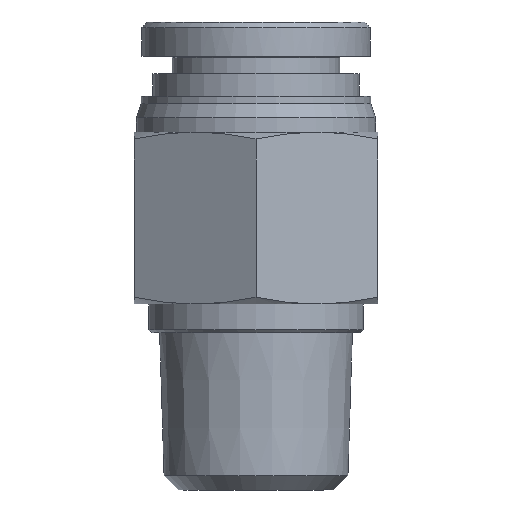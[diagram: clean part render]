
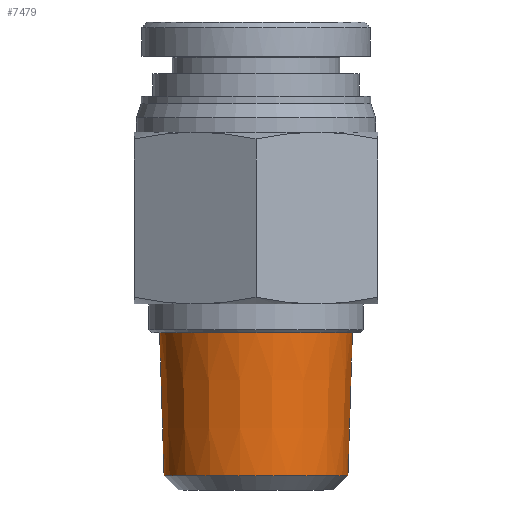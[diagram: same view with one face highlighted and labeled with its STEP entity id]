
A CAD part, left-side view. The second image highlights one B-rep face of the part: STEP entity #7479.
In plain terms, the highlighted conical face has half-angle 1.791 degrees and reference radius 6.562 mm.
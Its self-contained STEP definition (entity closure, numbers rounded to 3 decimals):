
#7348=CARTESIAN_POINT('',(-6.735,11.0,0.0));
#7349=VERTEX_POINT('',#7348);
#7350=CARTESIAN_POINT('',(0.,11.0,0.0));
#7351=DIRECTION('',(0.0,1.0,0.0));
#7352=DIRECTION('',(-1.0,0.0,0.0));
#7353=AXIS2_PLACEMENT_3D('',#7350,#7351,#7352);
#7354=CIRCLE('',#7353,6.735);
#7355=EDGE_CURVE('',#7349,#7349,#7354,.T.);
#7456=CARTESIAN_POINT('',(-6.422,1.,0.));
#7457=VERTEX_POINT('',#7456);
#7458=CARTESIAN_POINT('',(0.,1.,0.));
#7459=DIRECTION('',(0.0,-1.0,0.0));
#7460=DIRECTION('',(1.0,0.0,0.0));
#7461=AXIS2_PLACEMENT_3D('',#7458,#7459,#7460);
#7462=CIRCLE('',#7461,6.422);
#7463=EDGE_CURVE('',#7457,#7457,#7462,.T.);
#7468=CARTESIAN_POINT('',(0.,5.5,0.0));
#7469=DIRECTION('',(0.,1.0,0.0));
#7470=DIRECTION('',(-1.0,0.0,0.0));
#7471=AXIS2_PLACEMENT_3D('',#7468,#7469,#7470);
#7472=CONICAL_SURFACE('',#7471,6.563,1.791);
#7473=ORIENTED_EDGE('',*,*,#7355,.F.);
#7474=EDGE_LOOP('',(#7473));
#7475=FACE_OUTER_BOUND('',#7474,.T.);
#7476=ORIENTED_EDGE('',*,*,#7463,.F.);
#7477=EDGE_LOOP('',(#7476));
#7478=FACE_BOUND('',#7477,.T.);
#7479=ADVANCED_FACE('',(#7475,#7478),#7472,.T.);
